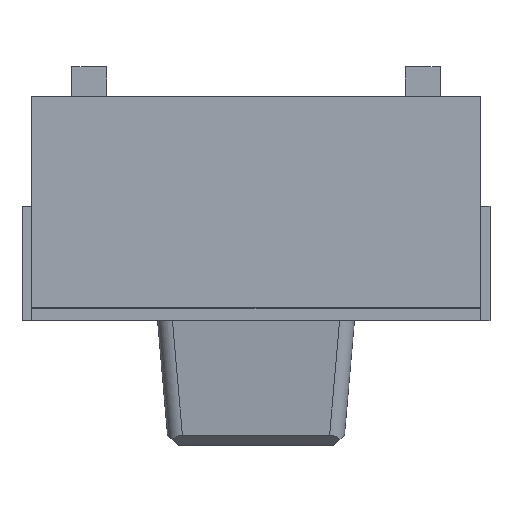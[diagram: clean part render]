
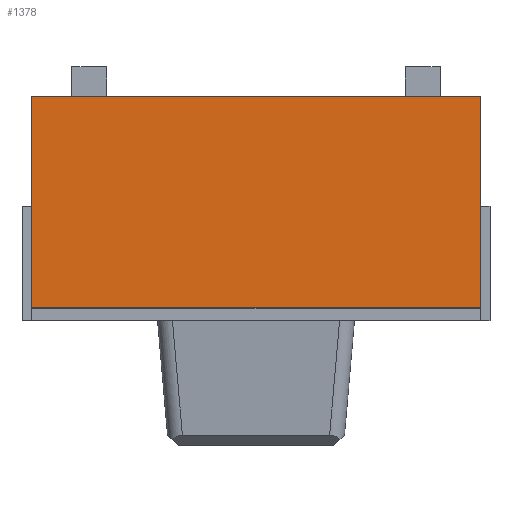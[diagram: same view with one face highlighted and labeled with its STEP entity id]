
A CAD part, top view. The second image highlights one B-rep face of the part: STEP entity #1378.
In plain terms, the highlighted planar face has unit normal (0, 0, 1).
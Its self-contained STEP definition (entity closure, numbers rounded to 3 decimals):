
#79=PLANE('',#1495);
#154=FACE_OUTER_BOUND('',#230,.T.);
#230=EDGE_LOOP('',(#1188,#1189,#1190,#1191));
#360=LINE('',#2151,#530);
#373=LINE('',#2176,#543);
#374=LINE('',#2179,#544);
#375=LINE('',#2180,#545);
#530=VECTOR('',#1760,10.);
#543=VECTOR('',#1783,10.);
#544=VECTOR('',#1786,10.);
#545=VECTOR('',#1787,10.);
#696=VERTEX_POINT('',#2148);
#697=VERTEX_POINT('',#2150);
#703=VERTEX_POINT('',#2172);
#705=VERTEX_POINT('',#2178);
#863=EDGE_CURVE('',#697,#696,#360,.T.);
#876=EDGE_CURVE('',#703,#697,#373,.T.);
#877=EDGE_CURVE('',#705,#703,#374,.T.);
#878=EDGE_CURVE('',#696,#705,#375,.T.);
#1188=ORIENTED_EDGE('',*,*,#877,.T.);
#1189=ORIENTED_EDGE('',*,*,#876,.T.);
#1190=ORIENTED_EDGE('',*,*,#863,.T.);
#1191=ORIENTED_EDGE('',*,*,#878,.T.);
#1378=ADVANCED_FACE('',(#154),#79,.T.);
#1495=AXIS2_PLACEMENT_3D('',#2177,#1784,#1785);
#1760=DIRECTION('',(-1.,0.,0.));
#1783=DIRECTION('',(0.,1.,0.));
#1784=DIRECTION('center_axis',(0.,0.,1.));
#1785=DIRECTION('ref_axis',(1.,0.,0.));
#1786=DIRECTION('',(1.,0.,0.));
#1787=DIRECTION('',(0.,-1.,0.));
#2148=CARTESIAN_POINT('',(-2.25,1.125,1.9));
#2150=CARTESIAN_POINT('',(2.25,1.125,1.9));
#2151=CARTESIAN_POINT('',(2.35,1.125,1.9));
#2172=CARTESIAN_POINT('',(2.25,-0.99,1.9));
#2176=CARTESIAN_POINT('',(2.25,-0.563,1.9));
#2177=CARTESIAN_POINT('Origin',(0.,0.,1.9));
#2178=CARTESIAN_POINT('',(-2.25,-0.99,1.9));
#2179=CARTESIAN_POINT('',(0.,-0.99,1.9));
#2180=CARTESIAN_POINT('',(-2.25,-0.563,1.9));
